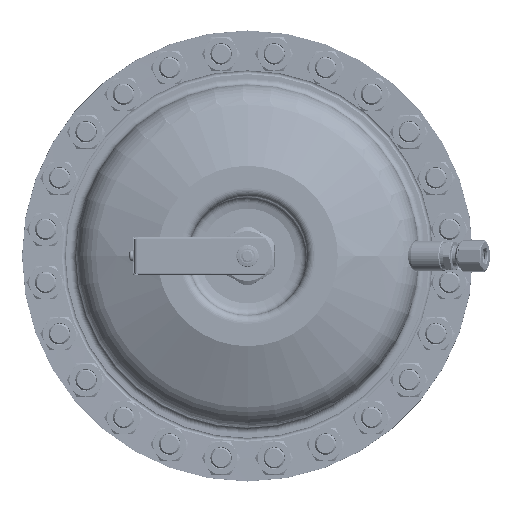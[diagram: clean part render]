
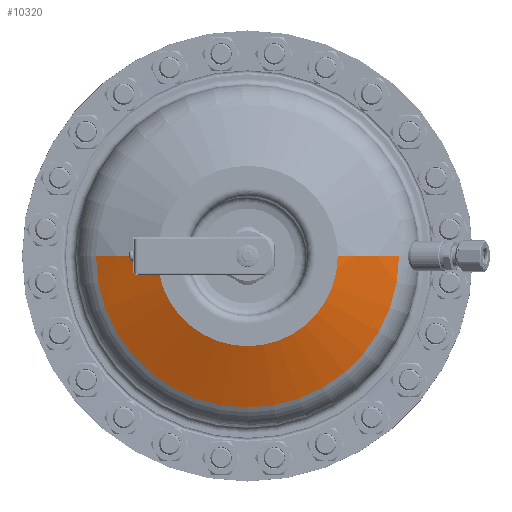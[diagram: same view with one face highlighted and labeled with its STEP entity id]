
A CAD part, front view. The second image highlights one B-rep face of the part: STEP entity #10320.
In plain terms, the highlighted spherical face has radius 224 mm.
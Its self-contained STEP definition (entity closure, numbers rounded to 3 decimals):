
#8200=CARTESIAN_POINT('',(0.,87.604,0.));
#8201=DIRECTION('',(0.,-1.,0.));
#8202=DIRECTION('',(1.,0.,0.));
#8203=AXIS2_PLACEMENT_3D('',#8200,#8201,#8202);
#8205=CARTESIAN_POINT('',(0.,-129.,0.));
#8206=DIRECTION('',(0.,0.,1.));
#8207=DIRECTION('',(0.45,0.893,0.));
#8208=AXIS2_PLACEMENT_3D('',#8205,#8206,#8207);
#8215=CARTESIAN_POINT('',(0.,-129.,0.));
#8216=DIRECTION('',(0.,0.,1.));
#8217=DIRECTION('',(-0.255,0.967,0.));
#8218=AXIS2_PLACEMENT_3D('',#8215,#8216,#8217);
#8274=CARTESIAN_POINT('',(0.,71.038,0.));
#8275=DIRECTION('',(0.,1.,0.));
#8276=DIRECTION('',(-1.,0.,0.));
#8277=AXIS2_PLACEMENT_3D('',#8274,#8275,#8276);
#8592=CARTESIAN_POINT('',(-100.8,71.038,0.));
#8594=VERTEX_POINT('',#8592);
#8608=CARTESIAN_POINT('',(100.8,71.038,0.));
#8609=VERTEX_POINT('',#8608);
#8684=CARTESIAN_POINT('',(57.086,87.604,0.));
#8686=VERTEX_POINT('',#8684);
#8694=CARTESIAN_POINT('',(-57.086,87.604,
0.));
#8696=VERTEX_POINT('',#8694);
#10306=CARTESIAN_POINT('',(0.,-129.,0.));
#10307=DIRECTION('',(0.,-1.,0.));
#10308=DIRECTION('',(-1.,0.,0.));
#10309=AXIS2_PLACEMENT_3D('',#10306,#10307,#10308);
#10310=SPHERICAL_SURFACE('',#10309,224.);
#10312=ORIENTED_EDGE('',*,*,#10311,.F.);
#10313=ORIENTED_EDGE('',*,*,#10299,.F.);
#10315=ORIENTED_EDGE('',*,*,#10314,.F.);
#10317=ORIENTED_EDGE('',*,*,#10316,.F.);
#10318=EDGE_LOOP('',(#10312,#10313,#10315,#10317));
#10319=FACE_OUTER_BOUND('',#10318,.F.);
#10320=ADVANCED_FACE('',(#10319),#10310,.T.);
#8204=CIRCLE('',#8203,57.086);
#8209=CIRCLE('',#8208,224.);
#8219=CIRCLE('',#8218,224.);
#8278=CIRCLE('',#8277,100.8);
#10299=EDGE_CURVE('',#8686,#8696,#8204,.T.);
#10311=EDGE_CURVE('',#8696,#8594,#8219,.T.);
#10314=EDGE_CURVE('',#8609,#8686,#8209,.T.);
#10316=EDGE_CURVE('',#8594,#8609,#8278,.T.);
